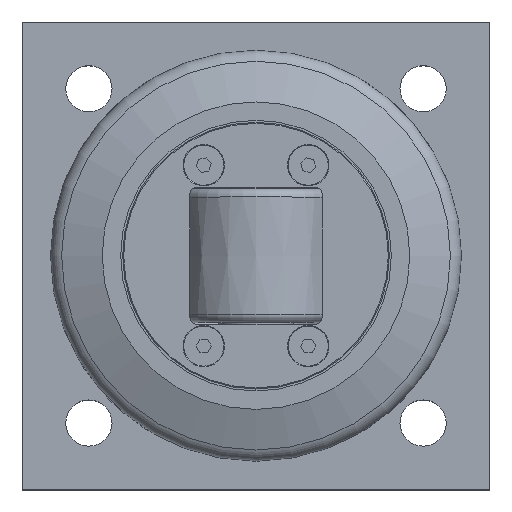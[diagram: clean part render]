
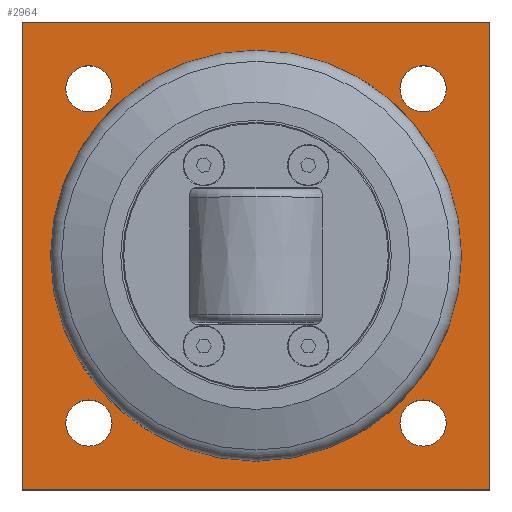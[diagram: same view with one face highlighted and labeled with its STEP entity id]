
A CAD part, top view. The second image highlights one B-rep face of the part: STEP entity #2964.
In plain terms, the highlighted planar face has unit normal (0, 0, 1).
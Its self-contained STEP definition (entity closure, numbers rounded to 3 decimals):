
#222=LINE('',#5444,#394);
#226=LINE('',#5452,#398);
#229=LINE('',#5458,#401);
#232=LINE('',#5463,#404);
#394=VECTOR('',#3963,10.);
#398=VECTOR('',#3969,10.);
#401=VECTOR('',#3974,10.);
#404=VECTOR('',#3979,10.);
#535=FACE_BOUND('',#893,.T.);
#536=FACE_BOUND('',#894,.T.);
#537=FACE_BOUND('',#895,.T.);
#538=FACE_BOUND('',#896,.T.);
#539=FACE_BOUND('',#897,.T.);
#594=PLANE('',#3282);
#715=FACE_OUTER_BOUND('',#892,.T.);
#892=EDGE_LOOP('',(#2462,#2463,#2464,#2465));
#893=EDGE_LOOP('',(#2466));
#894=EDGE_LOOP('',(#2467,#2468));
#895=EDGE_LOOP('',(#2469,#2470));
#896=EDGE_LOOP('',(#2471,#2472));
#897=EDGE_LOOP('',(#2473,#2474));
#1077=CIRCLE('',#3250,39.5);
#1084=CIRCLE('',#3261,6.918);
#1085=CIRCLE('',#3262,6.918);
#1087=CIRCLE('',#3265,6.918);
#1088=CIRCLE('',#3266,6.918);
#1090=CIRCLE('',#3269,6.918);
#1091=CIRCLE('',#3270,6.918);
#1093=CIRCLE('',#3273,6.918);
#1094=CIRCLE('',#3274,6.918);
#1336=VERTEX_POINT('',#5389);
#1343=VERTEX_POINT('',#5410);
#1344=VERTEX_POINT('',#5411);
#1346=VERTEX_POINT('',#5418);
#1347=VERTEX_POINT('',#5419);
#1349=VERTEX_POINT('',#5426);
#1350=VERTEX_POINT('',#5427);
#1352=VERTEX_POINT('',#5434);
#1353=VERTEX_POINT('',#5435);
#1355=VERTEX_POINT('',#5442);
#1356=VERTEX_POINT('',#5443);
#1359=VERTEX_POINT('',#5451);
#1361=VERTEX_POINT('',#5457);
#1722=EDGE_CURVE('',#1336,#1336,#1077,.T.);
#1731=EDGE_CURVE('',#1343,#1344,#1084,.T.);
#1732=EDGE_CURVE('',#1344,#1343,#1085,.T.);
#1735=EDGE_CURVE('',#1346,#1347,#1087,.T.);
#1736=EDGE_CURVE('',#1347,#1346,#1088,.T.);
#1739=EDGE_CURVE('',#1349,#1350,#1090,.T.);
#1740=EDGE_CURVE('',#1350,#1349,#1091,.T.);
#1743=EDGE_CURVE('',#1352,#1353,#1093,.T.);
#1744=EDGE_CURVE('',#1353,#1352,#1094,.T.);
#1747=EDGE_CURVE('',#1355,#1356,#222,.T.);
#1751=EDGE_CURVE('',#1356,#1359,#226,.T.);
#1754=EDGE_CURVE('',#1359,#1361,#229,.T.);
#1757=EDGE_CURVE('',#1361,#1355,#232,.T.);
#2462=ORIENTED_EDGE('',*,*,#1747,.F.);
#2463=ORIENTED_EDGE('',*,*,#1757,.F.);
#2464=ORIENTED_EDGE('',*,*,#1754,.F.);
#2465=ORIENTED_EDGE('',*,*,#1751,.F.);
#2466=ORIENTED_EDGE('',*,*,#1722,.T.);
#2467=ORIENTED_EDGE('',*,*,#1731,.T.);
#2468=ORIENTED_EDGE('',*,*,#1732,.T.);
#2469=ORIENTED_EDGE('',*,*,#1735,.T.);
#2470=ORIENTED_EDGE('',*,*,#1736,.T.);
#2471=ORIENTED_EDGE('',*,*,#1739,.T.);
#2472=ORIENTED_EDGE('',*,*,#1740,.T.);
#2473=ORIENTED_EDGE('',*,*,#1743,.T.);
#2474=ORIENTED_EDGE('',*,*,#1744,.T.);
#2964=ADVANCED_FACE('',(#715,#535,#536,#537,#538,#539),#594,.T.);
#3250=AXIS2_PLACEMENT_3D('',#5391,#3903,#3904);
#3261=AXIS2_PLACEMENT_3D('',#5412,#3927,#3928);
#3262=AXIS2_PLACEMENT_3D('',#5413,#3929,#3930);
#3265=AXIS2_PLACEMENT_3D('',#5420,#3936,#3937);
#3266=AXIS2_PLACEMENT_3D('',#5421,#3938,#3939);
#3269=AXIS2_PLACEMENT_3D('',#5428,#3945,#3946);
#3270=AXIS2_PLACEMENT_3D('',#5429,#3947,#3948);
#3273=AXIS2_PLACEMENT_3D('',#5436,#3954,#3955);
#3274=AXIS2_PLACEMENT_3D('',#5437,#3956,#3957);
#3282=AXIS2_PLACEMENT_3D('',#5468,#3985,#3986);
#3903=DIRECTION('center_axis',(0.,0.,-1.));
#3904=DIRECTION('ref_axis',(0.,-1.,0.));
#3927=DIRECTION('center_axis',(0.,0.,-1.));
#3928=DIRECTION('ref_axis',(1.,0.,0.));
#3929=DIRECTION('center_axis',(0.,0.,-1.));
#3930=DIRECTION('ref_axis',(1.,0.,0.));
#3936=DIRECTION('center_axis',(0.,0.,-1.));
#3937=DIRECTION('ref_axis',(1.,0.,0.));
#3938=DIRECTION('center_axis',(0.,0.,-1.));
#3939=DIRECTION('ref_axis',(1.,0.,0.));
#3945=DIRECTION('center_axis',(0.,0.,-1.));
#3946=DIRECTION('ref_axis',(1.,0.,0.));
#3947=DIRECTION('center_axis',(0.,0.,-1.));
#3948=DIRECTION('ref_axis',(1.,0.,0.));
#3954=DIRECTION('center_axis',(0.,0.,-1.));
#3955=DIRECTION('ref_axis',(1.,0.,0.));
#3956=DIRECTION('center_axis',(0.,0.,-1.));
#3957=DIRECTION('ref_axis',(1.,0.,0.));
#3963=DIRECTION('',(0.,1.,0.));
#3969=DIRECTION('',(1.,0.,0.));
#3974=DIRECTION('',(0.,-1.,0.));
#3979=DIRECTION('',(-1.,0.,0.));
#3985=DIRECTION('center_axis',(0.,0.,1.));
#3986=DIRECTION('ref_axis',(1.,0.,0.));
#5389=CARTESIAN_POINT('',(70.,109.5,20.));
#5391=CARTESIAN_POINT('Origin',(70.,70.,20.));
#5410=CARTESIAN_POINT('',(26.917,20.,20.));
#5411=CARTESIAN_POINT('',(13.082,20.,20.));
#5412=CARTESIAN_POINT('Origin',(20.,20.,20.));
#5413=CARTESIAN_POINT('Origin',(20.,20.,20.));
#5418=CARTESIAN_POINT('',(126.918,20.,20.));
#5419=CARTESIAN_POINT('',(113.083,20.,20.));
#5420=CARTESIAN_POINT('Origin',(120.,20.,20.));
#5421=CARTESIAN_POINT('Origin',(120.,20.,20.));
#5426=CARTESIAN_POINT('',(126.918,120.,20.));
#5427=CARTESIAN_POINT('',(113.083,120.,20.));
#5428=CARTESIAN_POINT('Origin',(120.,120.,20.));
#5429=CARTESIAN_POINT('Origin',(120.,120.,20.));
#5434=CARTESIAN_POINT('',(26.917,120.,20.));
#5435=CARTESIAN_POINT('',(13.082,120.,20.));
#5436=CARTESIAN_POINT('Origin',(20.,120.,20.));
#5437=CARTESIAN_POINT('Origin',(20.,120.,20.));
#5442=CARTESIAN_POINT('',(0.,0.,20.));
#5443=CARTESIAN_POINT('',(0.,140.,20.));
#5444=CARTESIAN_POINT('',(0.,140.,20.));
#5451=CARTESIAN_POINT('',(140.,140.,20.));
#5452=CARTESIAN_POINT('',(140.,140.,20.));
#5457=CARTESIAN_POINT('',(140.,0.,20.));
#5458=CARTESIAN_POINT('',(140.,0.,20.));
#5463=CARTESIAN_POINT('',(0.,0.,20.));
#5468=CARTESIAN_POINT('Origin',(70.,70.,20.));
